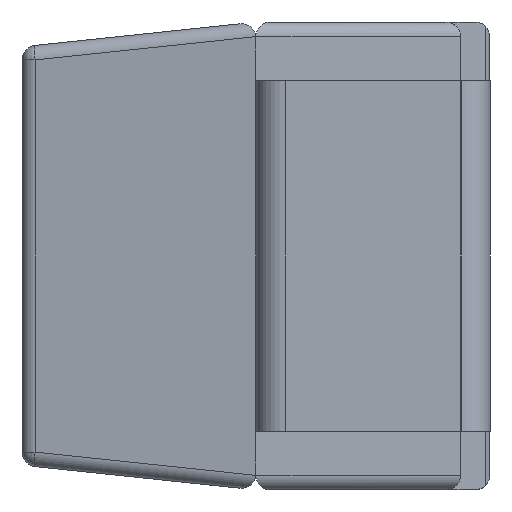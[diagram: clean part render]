
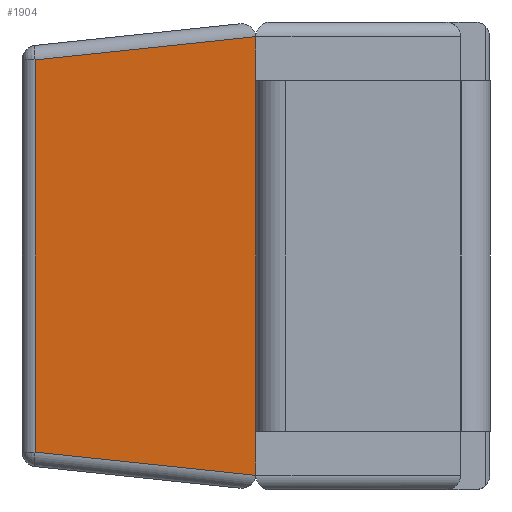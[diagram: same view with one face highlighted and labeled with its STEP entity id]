
A CAD part, left-side view. The second image highlights one B-rep face of the part: STEP entity #1904.
In plain terms, the highlighted planar face has unit normal (-0.995, 0.104, 0).
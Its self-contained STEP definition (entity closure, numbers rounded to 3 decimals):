
#9 = CARTESIAN_POINT ( 'NONE',  ( -1.5, 0.8, 0.75 ) ) ;
#21 = DIRECTION ( 'NONE',  ( -0.995, 0.105, 0. ) ) ;
#24 = VERTEX_POINT ( 'NONE', #2243 ) ;
#37 = EDGE_CURVE ( 'NONE', #614, #2489, #525, .T. ) ;
#80 = VECTOR ( 'NONE', #2429, 1000. ) ;
#134 = EDGE_CURVE ( 'NONE', #1523, #614, #1311, .T. ) ;
#229 =( BOUNDED_CURVE ( )  B_SPLINE_CURVE ( 3, ( #1395, #1905, #1917, #359 ),
 .UNSPECIFIED., .F., .F. ) 
 B_SPLINE_CURVE_WITH_KNOTS ( ( 4, 4 ),
 ( 6.168, 6.173 ),
 .UNSPECIFIED. ) 
 CURVE ( )  GEOMETRIC_REPRESENTATION_ITEM ( )  RATIONAL_B_SPLINE_CURVE ( ( 1., 1., 1., 1. ) ) 
 REPRESENTATION_ITEM ( '' )  );
#264 = ORIENTED_EDGE ( 'NONE', *, *, #37, .T. ) ;
#359 = CARTESIAN_POINT ( 'NONE',  ( -1.5, 0.8, -0.75 ) ) ;
#383 = VERTEX_POINT ( 'NONE', #1452 ) ;
#418 = VERTEX_POINT ( 'NONE', #1731 ) ;
#451 = ORIENTED_EDGE ( 'NONE', *, *, #1354, .T. ) ;
#457 = VERTEX_POINT ( 'NONE', #1223 ) ;
#525 = LINE ( 'NONE', #1209, #752 ) ;
#529 = CARTESIAN_POINT ( 'NONE',  ( -1.421, 1.555, -0.8 ) ) ;
#534 = EDGE_LOOP ( 'NONE', ( #3165, #1863, #451, #1140, #1754, #1803, #264, #3253 ) ) ;
#568 = VECTOR ( 'NONE', #2349, 1000. ) ;
#614 = VERTEX_POINT ( 'NONE', #2131 ) ;
#627 = CARTESIAN_POINT ( 'NONE',  ( -1.5, 0.8, -0.8 ) ) ;
#691 = VECTOR ( 'NONE', #3344, 1000. ) ;
#731 = CARTESIAN_POINT ( 'NONE',  ( -1.501, 0.795, -0.751 ) ) ;
#752 = VECTOR ( 'NONE', #2498, 1000. ) ;
#920 = VECTOR ( 'NONE', #990, 1000. ) ;
#990 = DIRECTION ( 'NONE',  ( -0.104, -0.989, -0.104 ) ) ;
#1140 = ORIENTED_EDGE ( 'NONE', *, *, #3210, .T. ) ;
#1142 = VECTOR ( 'NONE', #2831, 1000. ) ;
#1143 = CARTESIAN_POINT ( 'NONE',  ( -1.5, 0.8, 0.75 ) ) ;
#1209 = CARTESIAN_POINT ( 'NONE',  ( -1.483, 0.959, 0.734 ) ) ;
#1223 = CARTESIAN_POINT ( 'NONE',  ( -1.5, 0.8, -0.6 ) ) ;
#1294 = CARTESIAN_POINT ( 'NONE',  ( -1.5, 0.8, 0.75 ) ) ;
#1310 = LINE ( 'NONE', #2572, #1142 ) ;
#1311 =( BOUNDED_CURVE ( )  B_SPLINE_CURVE ( 3, ( #3097, #1294, #2849, #9 ),
 .UNSPECIFIED., .F., .F. ) 
 B_SPLINE_CURVE_WITH_KNOTS ( ( 4, 4 ),
 ( 3.252, 3.257 ),
 .UNSPECIFIED. ) 
 CURVE ( )  GEOMETRIC_REPRESENTATION_ITEM ( )  RATIONAL_B_SPLINE_CURVE ( ( 1., 1., 1., 1. ) ) 
 REPRESENTATION_ITEM ( '' )  );
#1354 = EDGE_CURVE ( 'NONE', #24, #457, #1310, .T. ) ;
#1392 = EDGE_CURVE ( 'NONE', #2489, #383, #2571, .T. ) ;
#1395 = CARTESIAN_POINT ( 'NONE',  ( -1.5, 0.8, -0.75 ) ) ;
#1452 = CARTESIAN_POINT ( 'NONE',  ( -1.421, 1.555, -0.671 ) ) ;
#1523 = VERTEX_POINT ( 'NONE', #1143 ) ;
#1526 = EDGE_CURVE ( 'NONE', #2972, #1523, #2841, .T. ) ;
#1568 = CARTESIAN_POINT ( 'NONE',  ( -1.5, 0.8, -0.8 ) ) ;
#1731 = CARTESIAN_POINT ( 'NONE',  ( -1.5, 0.8, -0.75 ) ) ;
#1754 = ORIENTED_EDGE ( 'NONE', *, *, #1526, .T. ) ;
#1757 = EDGE_CURVE ( 'NONE', #383, #418, #2312, .T. ) ;
#1803 = ORIENTED_EDGE ( 'NONE', *, *, #134, .T. ) ;
#1825 = DIRECTION ( 'NONE',  ( -0.105, -0.995, 0. ) ) ;
#1863 = ORIENTED_EDGE ( 'NONE', *, *, #2052, .T. ) ;
#1901 = CARTESIAN_POINT ( 'NONE',  ( -1.421, 1.555, 0.671 ) ) ;
#1904 = ADVANCED_FACE ( 'NONE', ( #2761 ), #2079, .T. ) ;
#1905 = CARTESIAN_POINT ( 'NONE',  ( -1.5, 0.8, -0.75 ) ) ;
#1917 = CARTESIAN_POINT ( 'NONE',  ( -1.5, 0.8, -0.75 ) ) ;
#1927 = AXIS2_PLACEMENT_3D ( 'NONE', #1568, #21, #1825 ) ;
#1936 = CARTESIAN_POINT ( 'NONE',  ( -1.5, 0.8, 0.6 ) ) ;
#2052 = EDGE_CURVE ( 'NONE', #418, #24, #229, .T. ) ;
#2079 = PLANE ( 'NONE',  #1927 ) ;
#2131 = CARTESIAN_POINT ( 'NONE',  ( -1.5, 0.8, 0.75 ) ) ;
#2243 = CARTESIAN_POINT ( 'NONE',  ( -1.5, 0.8, -0.75 ) ) ;
#2312 = LINE ( 'NONE', #731, #920 ) ;
#2326 = CARTESIAN_POINT ( 'NONE',  ( -1.5, 0.8, -0.6 ) ) ;
#2349 = DIRECTION ( 'NONE',  ( 0., 0., -1. ) ) ;
#2429 = DIRECTION ( 'NONE',  ( 0., 0., 1. ) ) ;
#2489 = VERTEX_POINT ( 'NONE', #1901 ) ;
#2498 = DIRECTION ( 'NONE',  ( 0.104, 0.989, -0.104 ) ) ;
#2571 = LINE ( 'NONE', #529, #568 ) ;
#2572 = CARTESIAN_POINT ( 'NONE',  ( -1.5, 0.8, -0.8 ) ) ;
#2687 = LINE ( 'NONE', #2326, #691 ) ;
#2761 = FACE_OUTER_BOUND ( 'NONE', #534, .T. ) ;
#2831 = DIRECTION ( 'NONE',  ( 0., 0., 1. ) ) ;
#2841 = LINE ( 'NONE', #627, #80 ) ;
#2849 = CARTESIAN_POINT ( 'NONE',  ( -1.5, 0.8, 0.75 ) ) ;
#2972 = VERTEX_POINT ( 'NONE', #1936 ) ;
#3097 = CARTESIAN_POINT ( 'NONE',  ( -1.5, 0.8, 0.75 ) ) ;
#3165 = ORIENTED_EDGE ( 'NONE', *, *, #1757, .T. ) ;
#3210 = EDGE_CURVE ( 'NONE', #457, #2972, #2687, .T. ) ;
#3253 = ORIENTED_EDGE ( 'NONE', *, *, #1392, .T. ) ;
#3344 = DIRECTION ( 'NONE',  ( 0., 0., 1. ) ) ;
